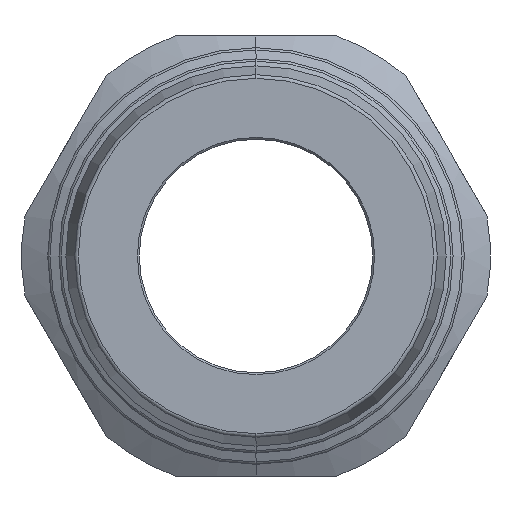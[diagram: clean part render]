
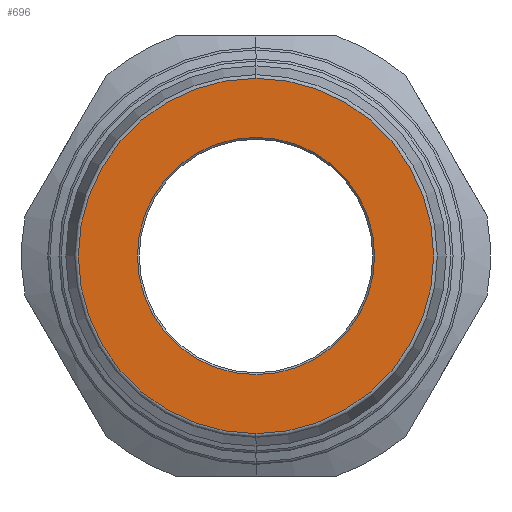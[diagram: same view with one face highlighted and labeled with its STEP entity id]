
A CAD part, left-side view. The second image highlights one B-rep face of the part: STEP entity #696.
In plain terms, the highlighted planar face has unit normal (-1, 0, 0).
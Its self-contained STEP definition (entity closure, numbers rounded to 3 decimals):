
#85 = DIRECTION ( 'NONE',  ( 0., 0., -1. ) ) ;
#167 = CARTESIAN_POINT ( 'NONE',  ( -54., 0., 0. ) ) ;
#168 = DIRECTION ( 'NONE',  ( -1., 0., 0. ) ) ;
#169 = DIRECTION ( 'NONE',  ( 0., 0., 1. ) ) ;
#209 = CARTESIAN_POINT ( 'NONE',  ( -54., 0., 0. ) ) ;
#210 = DIRECTION ( 'NONE',  ( -1., 0., 0. ) ) ;
#211 = DIRECTION ( 'NONE',  ( 0., 0., -1. ) ) ;
#277 = PLANE ( 'NONE',  #1418 ) ;
#278 = CARTESIAN_POINT ( 'NONE',  ( -54., 12.4, 0. ) ) ;
#279 = DIRECTION ( 'NONE',  ( 1., 0., 0. ) ) ;
#497 = CARTESIAN_POINT ( 'NONE',  ( -54., 0., 0. ) ) ;
#498 = DIRECTION ( 'NONE',  ( -1., 0., 0. ) ) ;
#499 = DIRECTION ( 'NONE',  ( 0., 0., 1. ) ) ;
#500 = CARTESIAN_POINT ( 'NONE',  ( -54., 0., 0. ) ) ;
#501 = DIRECTION ( 'NONE',  ( -1., 0., 0. ) ) ;
#502 = DIRECTION ( 'NONE',  ( 0., 0., -1. ) ) ;
#612 = CARTESIAN_POINT ( 'NONE',  ( -54., 0., 18.568 ) ) ;
#613 = CARTESIAN_POINT ( 'NONE',  ( -54., 0., -18.568 ) ) ;
#614 = CARTESIAN_POINT ( 'NONE',  ( -54., 0., 12.4 ) ) ;
#630 = CARTESIAN_POINT ( 'NONE',  ( -54., 0., -12.4 ) ) ;
#696 = ADVANCED_FACE ( 'NONE', ( #950, #949 ), #277, .F. ) ;
#949 = FACE_BOUND ( 'NONE', #1059, .T. ) ;
#950 = FACE_OUTER_BOUND ( 'NONE', #1079, .T. ) ;
#1059 = EDGE_LOOP ( 'NONE', ( #1978, #1991 ) ) ;
#1079 = EDGE_LOOP ( 'NONE', ( #1990, #1985 ) ) ;
#1271 = EDGE_CURVE ( 'NONE', #2317, #2477, #1694, .T. ) ;
#1272 = EDGE_CURVE ( 'NONE', #2316, #2315, #1695, .T. ) ;
#1289 = EDGE_CURVE ( 'NONE', #2477, #2317, #1714, .T. ) ;
#1304 = EDGE_CURVE ( 'NONE', #2315, #2316, #1731, .T. ) ;
#1418 = AXIS2_PLACEMENT_3D ( 'NONE', #278, #279, #85 ) ;
#1694 = CIRCLE ( 'NONE', #2421, 12.4 ) ;
#1695 = CIRCLE ( 'NONE', #2422, 18.568 ) ;
#1714 = CIRCLE ( 'NONE', #2438, 12.4 ) ;
#1731 = CIRCLE ( 'NONE', #2450, 18.568 ) ;
#1978 = ORIENTED_EDGE ( 'NONE', *, *, #1271, .F. ) ;
#1985 = ORIENTED_EDGE ( 'NONE', *, *, #1304, .T. ) ;
#1990 = ORIENTED_EDGE ( 'NONE', *, *, #1272, .T. ) ;
#1991 = ORIENTED_EDGE ( 'NONE', *, *, #1289, .F. ) ;
#2315 = VERTEX_POINT ( 'NONE', #612 ) ;
#2316 = VERTEX_POINT ( 'NONE', #613 ) ;
#2317 = VERTEX_POINT ( 'NONE', #614 ) ;
#2421 = AXIS2_PLACEMENT_3D ( 'NONE', #497, #498, #499 ) ;
#2422 = AXIS2_PLACEMENT_3D ( 'NONE', #500, #501, #502 ) ;
#2438 = AXIS2_PLACEMENT_3D ( 'NONE', #167, #168, #169 ) ;
#2450 = AXIS2_PLACEMENT_3D ( 'NONE', #209, #210, #211 ) ;
#2477 = VERTEX_POINT ( 'NONE', #630 ) ;
